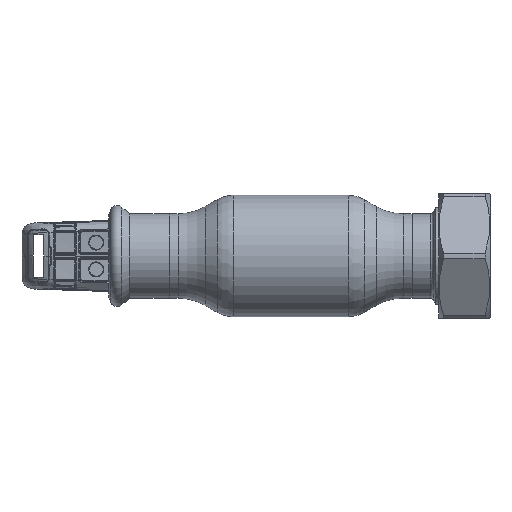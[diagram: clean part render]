
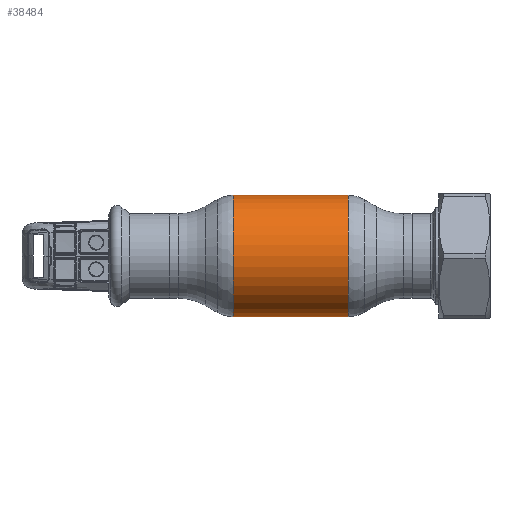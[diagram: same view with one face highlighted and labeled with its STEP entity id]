
A CAD part, front view. The second image highlights one B-rep face of the part: STEP entity #38484.
In plain terms, the highlighted cylindrical face has radius 22.5 mm (diameter 45 mm), a partial arc.
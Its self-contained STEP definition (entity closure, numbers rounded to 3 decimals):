
#93 = DIRECTION ( 'NONE',  ( -1., 0., 0. ) ) ;
#961 = DIRECTION ( 'NONE',  ( -1., 0., 0. ) ) ;
#5900 = DIRECTION ( 'NONE',  ( -1., 0., 0. ) ) ;
#6156 = EDGE_CURVE ( 'NONE', #8276, #12970, #18993, .T. ) ;
#8276 = VERTEX_POINT ( 'NONE', #20838 ) ;
#8452 = VECTOR ( 'NONE', #45213, 1000. ) ;
#10019 = DIRECTION ( 'NONE',  ( 0., 0., 1. ) ) ;
#12911 = CARTESIAN_POINT ( 'NONE',  ( 21.285, 0., -22.5 ) ) ;
#12970 = VERTEX_POINT ( 'NONE', #34296 ) ;
#16238 = AXIS2_PLACEMENT_3D ( 'NONE', #20392, #961, #44073 ) ;
#17130 = EDGE_CURVE ( 'NONE', #18461, #12970, #20292, .T. ) ;
#18080 = CIRCLE ( 'NONE', #56204, 22.5 ) ;
#18461 = VERTEX_POINT ( 'NONE', #37769 ) ;
#18905 = CARTESIAN_POINT ( 'NONE',  ( 21.285, 0., 0. ) ) ;
#18993 = CIRCLE ( 'NONE', #60759, 22.5 ) ;
#19892 = LINE ( 'NONE', #54478, #8452 ) ;
#20292 = LINE ( 'NONE', #58679, #36811 ) ;
#20392 = CARTESIAN_POINT ( 'NONE',  ( -62.69, 0., 0. ) ) ;
#20838 = CARTESIAN_POINT ( 'NONE',  ( -21.285, 0., -22.5 ) ) ;
#23008 = DIRECTION ( 'NONE',  ( -1., 0., 0. ) ) ;
#29938 = ORIENTED_EDGE ( 'NONE', *, *, #6156, .F. ) ;
#32063 = ORIENTED_EDGE ( 'NONE', *, *, #57221, .F. ) ;
#32222 = CARTESIAN_POINT ( 'NONE',  ( -21.285, 0., 0. ) ) ;
#32853 = DIRECTION ( 'NONE',  ( 0., 0., 1. ) ) ;
#33950 = ORIENTED_EDGE ( 'NONE', *, *, #17130, .T. ) ;
#34296 = CARTESIAN_POINT ( 'NONE',  ( -21.285, 0., 22.5 ) ) ;
#36811 = VECTOR ( 'NONE', #5900, 1000. ) ;
#37769 = CARTESIAN_POINT ( 'NONE',  ( 21.285, 0., 22.5 ) ) ;
#38484 = ADVANCED_FACE ( 'NONE', ( #62087 ), #47770, .T. ) ;
#44073 = DIRECTION ( 'NONE',  ( 0., 0., 1. ) ) ;
#44995 = EDGE_LOOP ( 'NONE', ( #32063, #54602, #33950, #29938 ) ) ;
#45213 = DIRECTION ( 'NONE',  ( -1., 0., 0. ) ) ;
#47770 = CYLINDRICAL_SURFACE ( 'NONE', #16238, 22.5 ) ;
#53179 = EDGE_CURVE ( 'NONE', #55954, #18461, #18080, .T. ) ;
#54478 = CARTESIAN_POINT ( 'NONE',  ( -62.69, 0., -22.5 ) ) ;
#54602 = ORIENTED_EDGE ( 'NONE', *, *, #53179, .T. ) ;
#55954 = VERTEX_POINT ( 'NONE', #12911 ) ;
#56204 = AXIS2_PLACEMENT_3D ( 'NONE', #18905, #93, #10019 ) ;
#57221 = EDGE_CURVE ( 'NONE', #55954, #8276, #19892, .T. ) ;
#58679 = CARTESIAN_POINT ( 'NONE',  ( -62.69, 0., 22.5 ) ) ;
#60759 = AXIS2_PLACEMENT_3D ( 'NONE', #32222, #23008, #32853 ) ;
#62087 = FACE_OUTER_BOUND ( 'NONE', #44995, .T. ) ;
